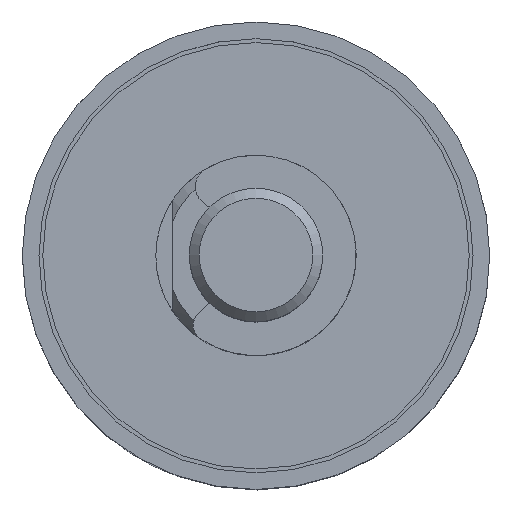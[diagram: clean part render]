
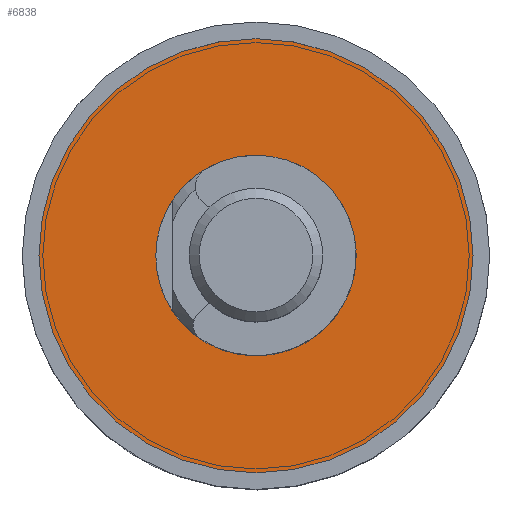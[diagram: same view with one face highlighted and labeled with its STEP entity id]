
A CAD part, top view. The second image highlights one B-rep face of the part: STEP entity #6838.
In plain terms, the highlighted planar face has unit normal (0, 0, 1).
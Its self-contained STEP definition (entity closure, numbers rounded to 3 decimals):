
#107 = AXIS2_PLACEMENT_3D ( 'NONE', #8281, #514, #3796 ) ;
#147 = AXIS2_PLACEMENT_3D ( 'NONE', #5512, #5484, #2250 ) ;
#514 = DIRECTION ( 'NONE',  ( 0., 0., 1. ) ) ;
#686 = FACE_OUTER_BOUND ( 'NONE', #3343, .T. ) ;
#1630 = FACE_BOUND ( 'NONE', #5930, .T. ) ;
#1812 = PLANE ( 'NONE',  #107 ) ;
#2192 = DIRECTION ( 'NONE',  ( -1., 0., 0. ) ) ;
#2250 = DIRECTION ( 'NONE',  ( 1., 0., 0. ) ) ;
#2295 = DIRECTION ( 'NONE',  ( 0., 0., -1. ) ) ;
#2649 = CIRCLE ( 'NONE', #147, 6.5 ) ;
#2822 = CARTESIAN_POINT ( 'NONE',  ( 0., 0., 0.5 ) ) ;
#3059 = EDGE_CURVE ( 'NONE', #3201, #3201, #8055, .T. ) ;
#3201 = VERTEX_POINT ( 'NONE', #7952 ) ;
#3250 = AXIS2_PLACEMENT_3D ( 'NONE', #2822, #2295, #2192 ) ;
#3343 = EDGE_LOOP ( 'NONE', ( #7367 ) ) ;
#3485 = EDGE_CURVE ( 'NONE', #6241, #6241, #2649, .T. ) ;
#3796 = DIRECTION ( 'NONE',  ( 1., 0., 0. ) ) ;
#4158 = CARTESIAN_POINT ( 'NONE',  ( 6.5, 0., 0.5 ) ) ;
#5002 = ORIENTED_EDGE ( 'NONE', *, *, #3059, .T. ) ;
#5484 = DIRECTION ( 'NONE',  ( 0., 0., 1. ) ) ;
#5512 = CARTESIAN_POINT ( 'NONE',  ( 0., 0., 0.5 ) ) ;
#5930 = EDGE_LOOP ( 'NONE', ( #5002 ) ) ;
#6241 = VERTEX_POINT ( 'NONE', #4158 ) ;
#6838 = ADVANCED_FACE ( 'NONE', ( #1630, #686 ), #1812, .T. ) ;
#7367 = ORIENTED_EDGE ( 'NONE', *, *, #3485, .T. ) ;
#7952 = CARTESIAN_POINT ( 'NONE',  ( -3., 0., 0.5 ) ) ;
#8055 = CIRCLE ( 'NONE', #3250, 3. ) ;
#8281 = CARTESIAN_POINT ( 'NONE',  ( 3., 0., 0.5 ) ) ;
